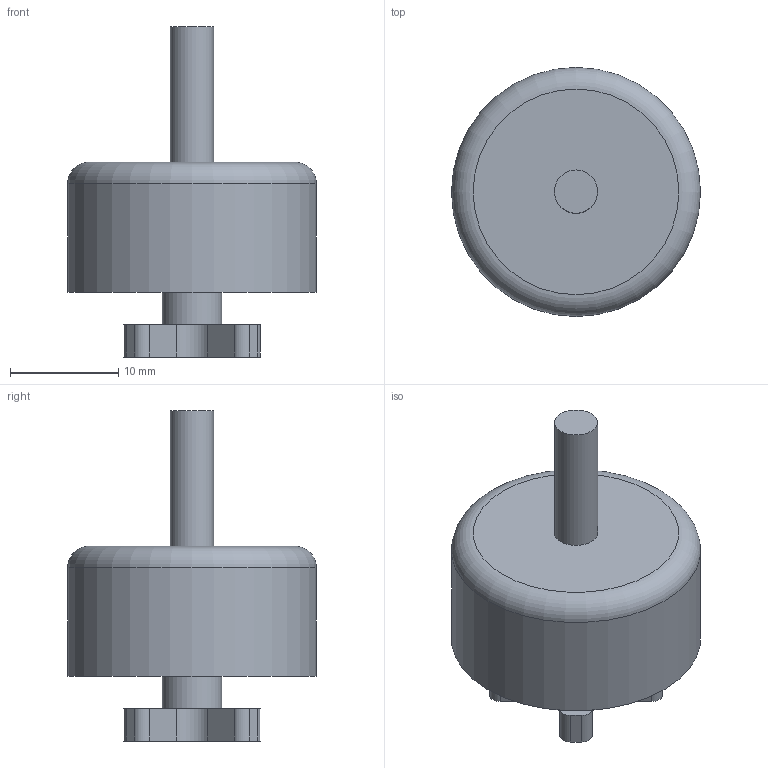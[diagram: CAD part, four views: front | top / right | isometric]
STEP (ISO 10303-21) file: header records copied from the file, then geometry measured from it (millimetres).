
FILE_DESCRIPTION(/* description */ (''),/* implementation_level */ '2;1');
FILE_NAME(/* name */ 'FSP1607.step',/* time_stamp */ '2023-03-08T19:36:38+01:00',/* author */ (''),/* organization */ (''),/* preprocessor_version */ 'ST-DEVELOPER v19.2',/* originating_system */ 'Autodesk Translation Framework v11.17.0.187',/* authorisation */ '');
FILE_SCHEMA (('AUTOMOTIVE_DESIGN { 1 0 10303 214 3 1 1 }'));
Length unit declared in the file: millimetre
Products named in the file (1): FSP1607
Bounding box: 23 x 23 x 30.5 mm (x, y, z)
Volume: 5373.1 mm3; surface area: 2202.6 mm2
Topology: 1 solids, 1 shells, 39 faces, 98 edges, 65 vertices
Faces by surface type: cylinder 20, plane 18, torus 1
Full cylindrical faces by diameter (mm): 2 x4, 4 x1, 5 x1, 5.5 x1, 23 x1
Entity records: 1235 total; most frequent: DIRECTION 220, CARTESIAN_POINT 203, ORIENTED_EDGE 196, EDGE_CURVE 98, AXIS2_PLACEMENT_3D 82, VERTEX_POINT 65, LINE 56, VECTOR 56
